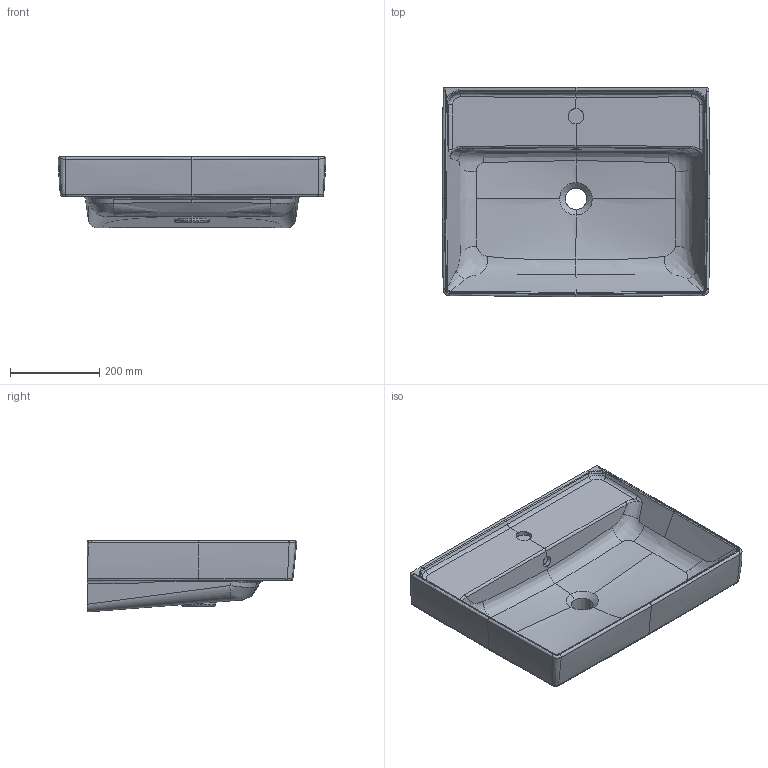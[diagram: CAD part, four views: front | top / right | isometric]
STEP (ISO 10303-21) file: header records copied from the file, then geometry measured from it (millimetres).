
FILE_DESCRIPTION(/* description */ (''),/* implementation_level */ '2;1');
FILE_NAME(/* name */ '4A3360_Collaro_(Tibet)_SWT_60.stp',/* time_stamp */ '2018-11-22T09:40:13+01:00',/* author */ (''),/* organization */ (''),/* preprocessor_version */ 'ST-DEVELOPER v16',/* originating_system */ 'SIEMENS PLM Software NX 10.0',/* authorisation */ '');
FILE_SCHEMA (('AUTOMOTIVE_DESIGN { 1 0 10303 214 3 1 1 1 }'));
Length unit declared in the file: millimetre
Products named in the file (1): Sier23D0F3E7l49b
Bounding box: 600 x 469.68 x 161.5 mm (x, y, z)
Volume: 18995557.1 mm3; surface area: 897495.7 mm2
Topology: 1 solids, 1 shells, 217 faces, 568 edges, 350 vertices
Faces by surface type: bspline 186, plane 12, cone 8, extrusion 5, revolution 4, torus 2
Entity records: 27536 total; most frequent: CARTESIAN_POINT 23890, ORIENTED_EDGE 1126, EDGE_CURVE 563, B_SPLINE_CURVE_WITH_KNOTS 400, VERTEX_POINT 349, EDGE_LOOP 220, ADVANCED_FACE 217, FACE_OUTER_BOUND 214
